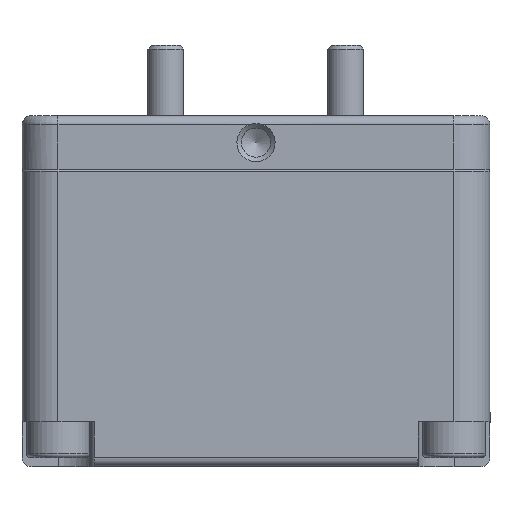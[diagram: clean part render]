
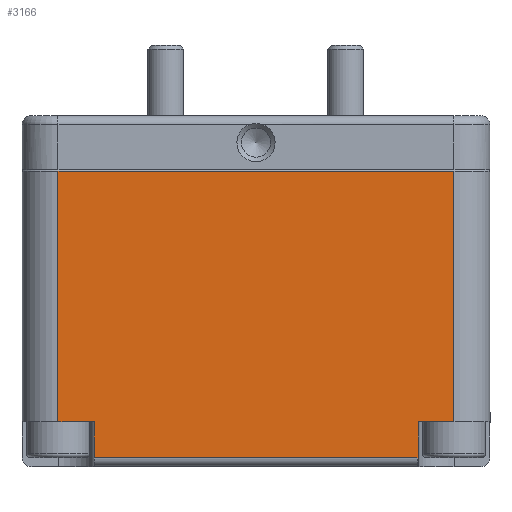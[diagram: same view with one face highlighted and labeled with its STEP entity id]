
A CAD part, left-side view. The second image highlights one B-rep face of the part: STEP entity #3166.
In plain terms, the highlighted planar face has unit normal (-1, 0, 0).
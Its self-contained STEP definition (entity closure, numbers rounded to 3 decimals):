
#138=PLANE('',#3532);
#356=FACE_OUTER_BOUND('',#574,.T.);
#574=EDGE_LOOP('',(#2749,#2750,#2751,#2752,#2753,#2754,#2755,#2756));
#840=LINE('',#5431,#1095);
#841=LINE('',#5435,#1096);
#842=LINE('',#5437,#1097);
#843=LINE('',#5439,#1098);
#844=LINE('',#5441,#1099);
#845=LINE('',#5443,#1100);
#846=LINE('',#5445,#1101);
#847=LINE('',#5446,#1102);
#1095=VECTOR('',#4417,10.);
#1096=VECTOR('',#4422,10.);
#1097=VECTOR('',#4423,10.);
#1098=VECTOR('',#4424,10.);
#1099=VECTOR('',#4425,10.);
#1100=VECTOR('',#4426,10.);
#1101=VECTOR('',#4427,10.);
#1102=VECTOR('',#4428,10.);
#1599=VERTEX_POINT('',#5428);
#1600=VERTEX_POINT('',#5430);
#1601=VERTEX_POINT('',#5434);
#1602=VERTEX_POINT('',#5436);
#1603=VERTEX_POINT('',#5438);
#1604=VERTEX_POINT('',#5440);
#1605=VERTEX_POINT('',#5442);
#1606=VERTEX_POINT('',#5444);
#2002=EDGE_CURVE('',#1599,#1600,#840,.T.);
#2004=EDGE_CURVE('',#1599,#1601,#841,.T.);
#2005=EDGE_CURVE('',#1601,#1602,#842,.T.);
#2006=EDGE_CURVE('',#1603,#1602,#843,.T.);
#2007=EDGE_CURVE('',#1604,#1603,#844,.T.);
#2008=EDGE_CURVE('',#1605,#1604,#845,.T.);
#2009=EDGE_CURVE('',#1605,#1606,#846,.T.);
#2010=EDGE_CURVE('',#1606,#1600,#847,.T.);
#2749=ORIENTED_EDGE('',*,*,#2002,.F.);
#2750=ORIENTED_EDGE('',*,*,#2004,.T.);
#2751=ORIENTED_EDGE('',*,*,#2005,.T.);
#2752=ORIENTED_EDGE('',*,*,#2006,.F.);
#2753=ORIENTED_EDGE('',*,*,#2007,.F.);
#2754=ORIENTED_EDGE('',*,*,#2008,.F.);
#2755=ORIENTED_EDGE('',*,*,#2009,.T.);
#2756=ORIENTED_EDGE('',*,*,#2010,.T.);
#3166=ADVANCED_FACE('',(#356),#138,.T.);
#3532=AXIS2_PLACEMENT_3D('',#5433,#4420,#4421);
#4417=DIRECTION('',(0.,1.,0.));
#4420=DIRECTION('center_axis',(-1.,0.,0.));
#4421=DIRECTION('ref_axis',(0.,-1.,0.));
#4422=DIRECTION('',(0.,0.,1.));
#4423=DIRECTION('',(0.,-1.,0.));
#4424=DIRECTION('',(0.,0.,-1.));
#4425=DIRECTION('',(0.,-1.,0.));
#4426=DIRECTION('',(0.,0.,1.));
#4427=DIRECTION('',(0.,-1.,0.));
#4428=DIRECTION('',(0.,0.,-1.));
#5428=CARTESIAN_POINT('',(-56.5,-18.,1.));
#5430=CARTESIAN_POINT('',(-56.5,18.,1.));
#5431=CARTESIAN_POINT('',(-56.5,13.,1.));
#5433=CARTESIAN_POINT('Origin',(-56.5,26.,0.));
#5434=CARTESIAN_POINT('',(-56.5,-18.,5.));
#5435=CARTESIAN_POINT('',(-56.5,-18.,0.));
#5436=CARTESIAN_POINT('',(-56.5,-22.,5.));
#5437=CARTESIAN_POINT('',(-56.5,2.,5.));
#5438=CARTESIAN_POINT('',(-56.5,-22.,32.8));
#5439=CARTESIAN_POINT('',(-56.5,-22.,0.));
#5440=CARTESIAN_POINT('',(-56.5,22.,32.8));
#5441=CARTESIAN_POINT('',(-56.5,13.,32.8));
#5442=CARTESIAN_POINT('',(-56.5,22.,5.));
#5443=CARTESIAN_POINT('',(-56.5,22.,0.));
#5444=CARTESIAN_POINT('',(-56.5,18.,5.));
#5445=CARTESIAN_POINT('',(-56.5,24.,5.));
#5446=CARTESIAN_POINT('',(-56.5,18.,0.));
